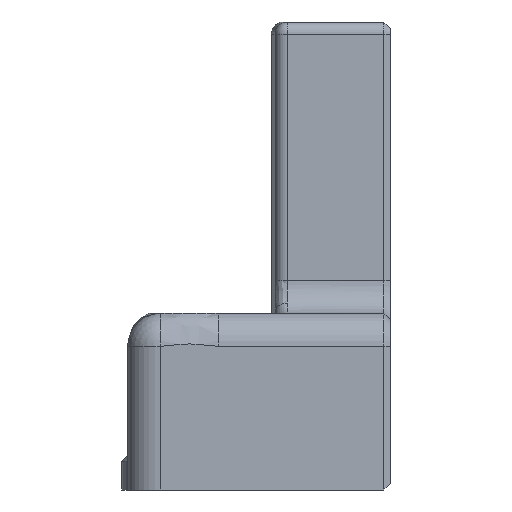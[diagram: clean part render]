
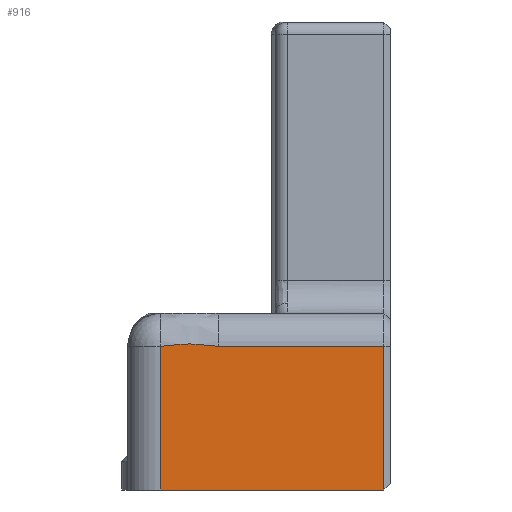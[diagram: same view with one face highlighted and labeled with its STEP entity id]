
A CAD part, front view. The second image highlights one B-rep face of the part: STEP entity #916.
In plain terms, the highlighted planar face has unit normal (0, -1, 0).
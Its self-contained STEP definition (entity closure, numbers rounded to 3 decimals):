
#271 = VERTEX_POINT ( 'NONE', #4230 ) ;
#279 = EDGE_CURVE ( 'NONE', #1419, #3452, #803, .T. ) ;
#410 = CARTESIAN_POINT ( 'NONE',  ( 575.018, -188.371, 6.04 ) ) ;
#483 = DIRECTION ( 'NONE',  ( 1., 0., 0. ) ) ;
#769 = EDGE_CURVE ( 'NONE', #1419, #1692, #2677, .T. ) ;
#789 = LINE ( 'NONE', #2306, #4448 ) ;
#799 = CARTESIAN_POINT ( 'NONE',  ( 574.723, -188.371, 6.003 ) ) ;
#803 = LINE ( 'NONE', #3819, #1144 ) ;
#898 = ORIENTED_EDGE ( 'NONE', *, *, #279, .T. ) ;
#916 = ADVANCED_FACE ( 'NONE', ( #1143 ), #2530, .F. ) ;
#1143 = FACE_OUTER_BOUND ( 'NONE', #1879, .T. ) ;
#1144 = VECTOR ( 'NONE', #4564, 1000. ) ;
#1153 = EDGE_CURVE ( 'NONE', #271, #4827, #1253, .T. ) ;
#1253 = LINE ( 'NONE', #3174, #1631 ) ;
#1263 = LINE ( 'NONE', #3205, #3394 ) ;
#1274 = CARTESIAN_POINT ( 'NONE',  ( 588.026, -188.371, -2.75 ) ) ;
#1353 = CARTESIAN_POINT ( 'NONE',  ( 577.37, -188.371, 6. ) ) ;
#1419 = VERTEX_POINT ( 'NONE', #3880 ) ;
#1569 = CARTESIAN_POINT ( 'NONE',  ( 575.607, -188.371, 6.114 ) ) ;
#1631 = VECTOR ( 'NONE', #2770, 1000. ) ;
#1692 = VERTEX_POINT ( 'NONE', #2632 ) ;
#1879 = EDGE_LOOP ( 'NONE', ( #3993, #4080, #898, #4457, #3798 ) ) ;
#2154 = DIRECTION ( 'NONE',  ( 0., 1., 0. ) ) ;
#2279 = DIRECTION ( 'NONE',  ( -1., 0., 0. ) ) ;
#2306 = CARTESIAN_POINT ( 'NONE',  ( 0., -188.371, -2.75 ) ) ;
#2530 = PLANE ( 'NONE',  #2658 ) ;
#2632 = CARTESIAN_POINT ( 'NONE',  ( 577.961, -188.371, 6. ) ) ;
#2657 = CARTESIAN_POINT ( 'NONE',  ( 0., -188.371, 8. ) ) ;
#2658 = AXIS2_PLACEMENT_3D ( 'NONE', #2657, #2154, #3435 ) ;
#2677 = B_SPLINE_CURVE_WITH_KNOTS ( 'NONE', 3,
 ( #3789, #799, #410, #1569, #3856, #3487, #1353, #2847 ),
 .UNSPECIFIED., .F., .F.,
 ( 4, 2, 2, 4 ),
 ( 0., 0.001, 0.002, 0.004 ),
 .UNSPECIFIED. ) ;
#2770 = DIRECTION ( 'NONE',  ( 0., 0., -1. ) ) ;
#2800 = EDGE_CURVE ( 'NONE', #1692, #271, #1263, .T. ) ;
#2847 = CARTESIAN_POINT ( 'NONE',  ( 577.961, -188.371, 6. ) ) ;
#3174 = CARTESIAN_POINT ( 'NONE',  ( 588.026, -188.371, 8. ) ) ;
#3205 = CARTESIAN_POINT ( 'NONE',  ( 0., -188.371, 6. ) ) ;
#3394 = VECTOR ( 'NONE', #483, 1000. ) ;
#3435 = DIRECTION ( 'NONE',  ( 0., 0., -1. ) ) ;
#3452 = VERTEX_POINT ( 'NONE', #4475 ) ;
#3487 = CARTESIAN_POINT ( 'NONE',  ( 576.789, -188.371, 6.143 ) ) ;
#3789 = CARTESIAN_POINT ( 'NONE',  ( 574.426, -188.371, 6. ) ) ;
#3798 = ORIENTED_EDGE ( 'NONE', *, *, #1153, .F. ) ;
#3819 = CARTESIAN_POINT ( 'NONE',  ( 574.426, -188.371, 8. ) ) ;
#3856 = CARTESIAN_POINT ( 'NONE',  ( 575.904, -188.371, 6.147 ) ) ;
#3880 = CARTESIAN_POINT ( 'NONE',  ( 574.426, -188.371, 6. ) ) ;
#3993 = ORIENTED_EDGE ( 'NONE', *, *, #2800, .F. ) ;
#4080 = ORIENTED_EDGE ( 'NONE', *, *, #769, .F. ) ;
#4230 = CARTESIAN_POINT ( 'NONE',  ( 588.026, -188.371, 6. ) ) ;
#4252 = EDGE_CURVE ( 'NONE', #4827, #3452, #789, .T. ) ;
#4448 = VECTOR ( 'NONE', #2279, 1000. ) ;
#4457 = ORIENTED_EDGE ( 'NONE', *, *, #4252, .F. ) ;
#4475 = CARTESIAN_POINT ( 'NONE',  ( 574.426, -188.371, -2.75 ) ) ;
#4564 = DIRECTION ( 'NONE',  ( 0., 0., -1. ) ) ;
#4827 = VERTEX_POINT ( 'NONE', #1274 ) ;
